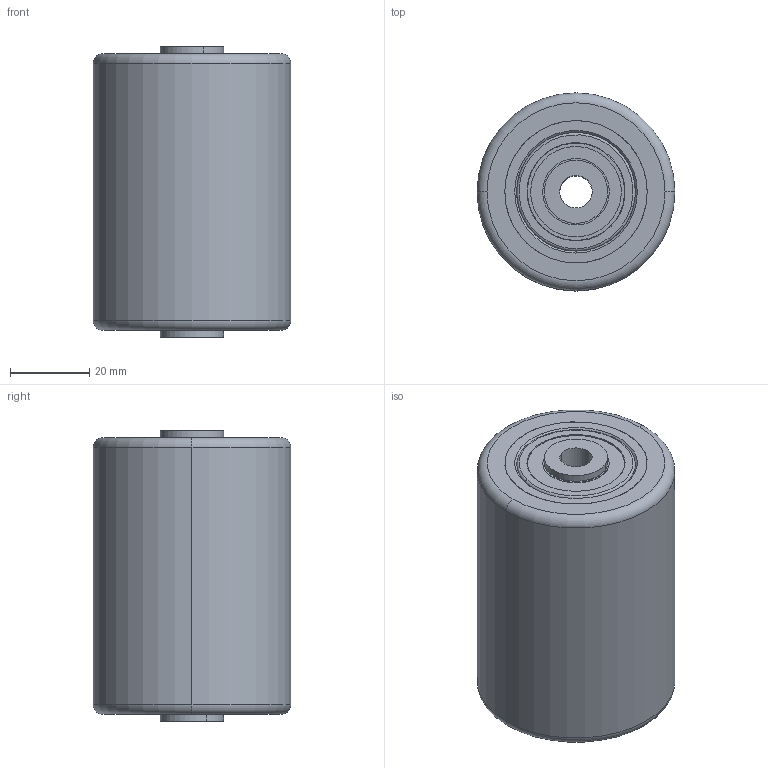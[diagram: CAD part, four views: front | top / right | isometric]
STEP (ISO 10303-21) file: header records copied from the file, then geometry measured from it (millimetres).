
FILE_DESCRIPTION (( 'STEP AP214' ), '1' );
FILE_NAME ('0038370FA.step', '2020-10-27T11:48:58', ( '' ), ( '' ), 'SwSTEP 2.0', 'SolidWorks 2018', '' );
FILE_SCHEMA (( 'AUTOMOTIVE_DESIGN' ));
Length unit declared in the file: millimetre
Products named in the file (1): 0038370FA
Bounding box: 50 x 50 x 73.5 mm (x, y, z)
Volume: 113214.1 mm3; surface area: 52376.8 mm2
Topology: 15 solids, 15 shells, 210 faces, 420 edges, 252 vertices
Faces by surface type: cylinder 92, torus 72, plane 42, cone 4
Entity records: 8066 total; most frequent: DIRECTION 1166, CARTESIAN_POINT 883, ORIENTED_EDGE 840, AXIS2_PLACEMENT_3D 535, EDGE_CURVE 420, CIRCLE 324, VERTEX_POINT 252, EDGE_LOOP 252
